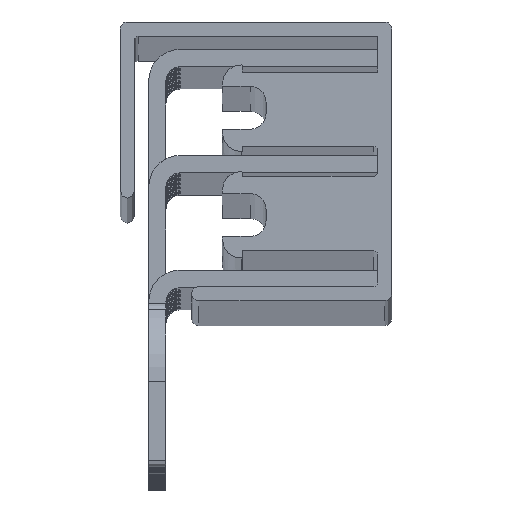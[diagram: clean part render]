
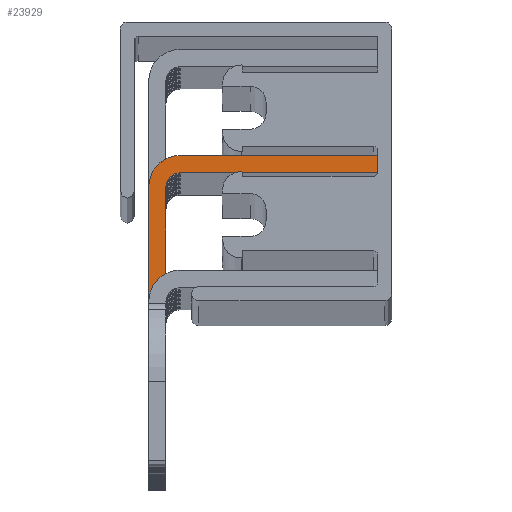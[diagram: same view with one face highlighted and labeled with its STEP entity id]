
A CAD part, top view. The second image highlights one B-rep face of the part: STEP entity #23929.
In plain terms, the highlighted planar face has unit normal (0, 0, 1).
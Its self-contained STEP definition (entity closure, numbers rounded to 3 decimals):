
#1096=DIRECTION('',(1.,-0.001,0.));
#1097=VECTOR('',#1096,13.798);
#1098=CARTESIAN_POINT('',(-5.3,-0.696,449.25));
#1099=LINE('',#1098,#1097);
#1108=DIRECTION('',(0.002,1.,0.));
#1109=VECTOR('',#1108,1.21);
#1110=CARTESIAN_POINT('',(8.498,-0.706,449.25));
#1111=LINE('',#1110,#1109);
#1132=CARTESIAN_POINT('',(-5.3,-9.75,449.25));
#1133=DIRECTION('',(0.,0.,1.));
#1134=DIRECTION('',(-0.455,0.891,0.));
#1135=AXIS2_PLACEMENT_3D('',#1132,#1133,#1134);
#1137=DIRECTION('',(-1.,0.,0.));
#1138=VECTOR('',#1137,0.96);
#1139=CARTESIAN_POINT('',(-6.3,-8.75,449.25));
#1140=LINE('',#1139,#1138);
#1141=DIRECTION('',(0.,-1.,0.));
#1142=VECTOR('',#1141,0.569);
#1143=CARTESIAN_POINT('',(-6.3,-8.75,449.25));
#1144=LINE('',#1143,#1142);
#1145=DIRECTION('',(-1.,0.,0.));
#1146=VECTOR('',#1145,1.2);
#1147=CARTESIAN_POINT('',(-6.3,-9.319,449.25));
#1148=LINE('',#1147,#1146);
#1149=DIRECTION('',(0.,1.,0.));
#1150=VECTOR('',#1149,7.623);
#1151=CARTESIAN_POINT('',(-7.5,-9.319,449.25));
#1152=LINE('',#1151,#1150);
#1153=CARTESIAN_POINT('',(-5.3,-1.696,449.25));
#1154=DIRECTION('',(0.,0.,-1.));
#1155=DIRECTION('',(-1.,0.,0.));
#1156=AXIS2_PLACEMENT_3D('',#1153,#1154,#1155);
#1158=CARTESIAN_POINT('',(-5.3,-1.696,449.25));
#1159=DIRECTION('',(0.,0.,1.));
#1160=DIRECTION('',(0.,1.,0.));
#1161=AXIS2_PLACEMENT_3D('',#1158,#1159,#1160);
#1163=DIRECTION('',(0.,-1.,0.));
#1164=VECTOR('',#1163,6.094);
#1165=CARTESIAN_POINT('',(-6.3,-1.696,449.25));
#1166=LINE('',#1165,#1164);
#1408=DIRECTION('',(-1.,0.,0.));
#1409=VECTOR('',#1408,13.8);
#1410=CARTESIAN_POINT('',(8.5,0.504,449.25));
#1411=LINE('',#1410,#1409);
#18507=CARTESIAN_POINT('',(-7.5,-1.696,449.25));
#18508=VERTEX_POINT('',#18507);
#18509=CARTESIAN_POINT('',(-7.5,-9.319,449.25));
#18510=VERTEX_POINT('',#18509);
#19275=CARTESIAN_POINT('',(-6.3,-9.319,449.25));
#19276=VERTEX_POINT('',#19275);
#19708=CARTESIAN_POINT('',(-6.3,-1.696,449.25));
#19709=VERTEX_POINT('',#19708);
#19710=CARTESIAN_POINT('',(-5.3,-0.696,449.25));
#19711=VERTEX_POINT('',#19710);
#19846=CARTESIAN_POINT('',(-5.3,0.504,449.25));
#19847=VERTEX_POINT('',#19846);
#21370=CARTESIAN_POINT('',(8.498,-0.706,449.25));
#21372=VERTEX_POINT('',#21370);
#21373=CARTESIAN_POINT('',(8.5,0.504,449.25));
#21374=VERTEX_POINT('',#21373);
#21802=CARTESIAN_POINT('',(-6.3,-7.79,449.25));
#21804=VERTEX_POINT('',#21802);
#21806=CARTESIAN_POINT('',(-6.3,-8.75,449.25));
#21808=VERTEX_POINT('',#21806);
#21937=CARTESIAN_POINT('',(-7.26,-8.75,449.25));
#21938=VERTEX_POINT('',#21937);
#23905=CARTESIAN_POINT('',(0.5,-4.408,449.25));
#23906=DIRECTION('',(0.,0.,1.));
#23907=DIRECTION('',(0.,1.,0.));
#23908=AXIS2_PLACEMENT_3D('',#23905,#23906,#23907);
#23909=PLANE('',#23908);
#23910=ORIENTED_EDGE('',*,*,#23215,.T.);
#23911=ORIENTED_EDGE('',*,*,#22731,.F.);
#23913=ORIENTED_EDGE('',*,*,#23912,.T.);
#23915=ORIENTED_EDGE('',*,*,#23914,.T.);
#23917=ORIENTED_EDGE('',*,*,#23916,.T.);
#23918=ORIENTED_EDGE('',*,*,#23575,.T.);
#23920=ORIENTED_EDGE('',*,*,#23919,.F.);
#23921=ORIENTED_EDGE('',*,*,#23889,.F.);
#23922=ORIENTED_EDGE('',*,*,#23861,.F.);
#23924=ORIENTED_EDGE('',*,*,#23923,.T.);
#23926=ORIENTED_EDGE('',*,*,#23925,.T.);
#23927=EDGE_LOOP('',(#23910,#23911,#23913,#23915,#23917,#23918,#23920,#23921,
#23922,#23924,#23926));
#23928=FACE_OUTER_BOUND('',#23927,.F.);
#1136=CIRCLE('',#1135,2.2);
#1157=CIRCLE('',#1156,2.2);
#1162=CIRCLE('',#1161,1.);
#22731=EDGE_CURVE('',#21808,#21938,#1140,.T.);
#23215=EDGE_CURVE('',#21804,#21938,#1136,.T.);
#23575=EDGE_CURVE('',#18508,#19847,#1157,.T.);
#23861=EDGE_CURVE('',#19711,#21372,#1099,.T.);
#23889=EDGE_CURVE('',#21372,#21374,#1111,.T.);
#23912=EDGE_CURVE('',#21808,#19276,#1144,.T.);
#23914=EDGE_CURVE('',#19276,#18510,#1148,.T.);
#23916=EDGE_CURVE('',#18510,#18508,#1152,.T.);
#23919=EDGE_CURVE('',#21374,#19847,#1411,.T.);
#23923=EDGE_CURVE('',#19711,#19709,#1162,.T.);
#23925=EDGE_CURVE('',#19709,#21804,#1166,.T.);
#23929=ADVANCED_FACE('',(#23928),#23909,.T.);
